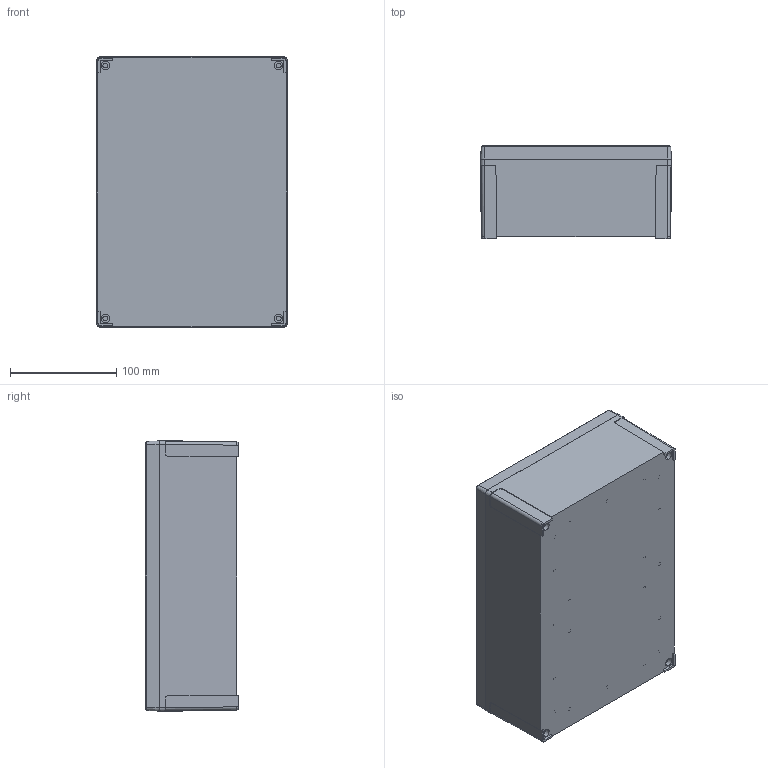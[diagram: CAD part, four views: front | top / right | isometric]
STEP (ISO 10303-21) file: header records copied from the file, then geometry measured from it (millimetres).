
FILE_DESCRIPTION (( 'STEP AP214' ), '1' );
FILE_NAME ('6013330_FIBOX_MNX_PC_200_88_XHG.STEP', '2023-02-16T13:02:47', ( '' ), ( '' ), 'SwSTEP 2.0', 'SolidWorks 2021', '' );
FILE_SCHEMA (( 'AUTOMOTIVE_DESIGN' ));
Length unit declared in the file: millimetre
Products named in the file (4): FIBOX_MNX20013C; FIBOX_MNX200XHB; FIBOX_MNXSS14550L; 6013330_FIBOX_MNX_PC_200_88_XHG
Assembly tree (6 placements, depth 2):
  6013330_FIBOX_MNX_PC_200_88_XHG
    FIBOX_MNX200XHB
    FIBOX_MNX20013C
    FIBOX_MNXSS14550L  x4
Bounding box: 180.1 x 88.2 x 255.1 mm (x, y, z)
Volume: 695177 mm3; surface area: 349700.8 mm2
Topology: 6 solids, 6 shells, 755 faces, 1781 edges, 1178 vertices
Faces by surface type: plane 409, cylinder 306, cone 36, bspline 4
Entity records: 19829 total; most frequent: CARTESIAN_POINT 3675, DIRECTION 3493, ORIENTED_EDGE 3154, EDGE_CURVE 1577, AXIS2_PLACEMENT_3D 1296, VERTEX_POINT 1046, LINE 901, VECTOR 901
